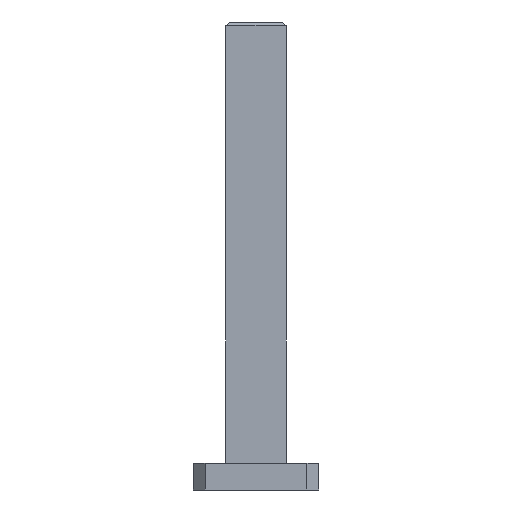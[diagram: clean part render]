
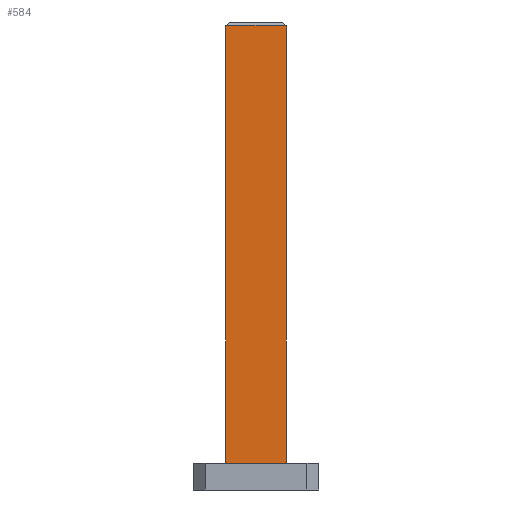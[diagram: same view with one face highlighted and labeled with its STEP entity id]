
A CAD part, front view. The second image highlights one B-rep face of the part: STEP entity #584.
In plain terms, the highlighted planar face has unit normal (0, -1, 0).
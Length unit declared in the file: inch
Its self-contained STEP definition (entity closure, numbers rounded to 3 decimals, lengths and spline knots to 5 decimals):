
#197 = LINE ( 'NONE', #515, #321 ) ;
#207 = EDGE_CURVE ( 'NONE', #1019, #663, #445, .T. ) ;
#251 = LINE ( 'NONE', #462, #331 ) ;
#299 = AXIS2_PLACEMENT_3D ( 'NONE', #686, #675, #679 ) ;
#321 = VECTOR ( 'NONE', #439, 39.37008 ) ;
#331 = VECTOR ( 'NONE', #791, 39.37008 ) ;
#336 = ORIENTED_EDGE ( 'NONE', *, *, #694, .F. ) ;
#342 = VECTOR ( 'NONE', #982, 39.37008 ) ;
#388 = EDGE_LOOP ( 'NONE', ( #336, #794, #1016, #1005 ) ) ;
#407 = CARTESIAN_POINT ( 'NONE',  ( -0.195, 0.265, 5.8619 ) ) ;
#423 = CARTESIAN_POINT ( 'NONE',  ( -0.195, 0.265, 2.62 ) ) ;
#439 = DIRECTION ( 'NONE',  ( 1., 0., 0. ) ) ;
#445 = LINE ( 'NONE', #407, #884 ) ;
#462 = CARTESIAN_POINT ( 'NONE',  ( -0.555, 0.265, 0. ) ) ;
#515 = CARTESIAN_POINT ( 'NONE',  ( -0.555, 0.265, 2.62 ) ) ;
#524 = EDGE_CURVE ( 'NONE', #663, #598, #251, .T. ) ;
#577 = CARTESIAN_POINT ( 'NONE',  ( -0.555, 0.265, 2.62 ) ) ;
#584 = ADVANCED_FACE ( 'NONE', ( #881 ), #766, .F. ) ;
#598 = VERTEX_POINT ( 'NONE', #853 ) ;
#599 = LINE ( 'NONE', #736, #342 ) ;
#663 = VERTEX_POINT ( 'NONE', #912 ) ;
#675 = DIRECTION ( 'NONE',  ( 0., 1., 0. ) ) ;
#679 = DIRECTION ( 'NONE',  ( 0., 0., 1. ) ) ;
#686 = CARTESIAN_POINT ( 'NONE',  ( -0.555, 0.265, 5.8619 ) ) ;
#694 = EDGE_CURVE ( 'NONE', #1001, #1019, #197, .T. ) ;
#733 = DIRECTION ( 'NONE',  ( 0., 0., -1. ) ) ;
#736 = CARTESIAN_POINT ( 'NONE',  ( -0.555, 0.265, 5.8619 ) ) ;
#766 = PLANE ( 'NONE',  #299 ) ;
#791 = DIRECTION ( 'NONE',  ( -1., 0., 0. ) ) ;
#794 = ORIENTED_EDGE ( 'NONE', *, *, #892, .F. ) ;
#853 = CARTESIAN_POINT ( 'NONE',  ( -0.555, 0.265, 0. ) ) ;
#881 = FACE_OUTER_BOUND ( 'NONE', #388, .T. ) ;
#884 = VECTOR ( 'NONE', #733, 39.37008 ) ;
#892 = EDGE_CURVE ( 'NONE', #598, #1001, #599, .T. ) ;
#912 = CARTESIAN_POINT ( 'NONE',  ( -0.195, 0.265, 0. ) ) ;
#982 = DIRECTION ( 'NONE',  ( 0., 0., 1. ) ) ;
#1001 = VERTEX_POINT ( 'NONE', #577 ) ;
#1005 = ORIENTED_EDGE ( 'NONE', *, *, #207, .F. ) ;
#1016 = ORIENTED_EDGE ( 'NONE', *, *, #524, .F. ) ;
#1019 = VERTEX_POINT ( 'NONE', #423 ) ;
